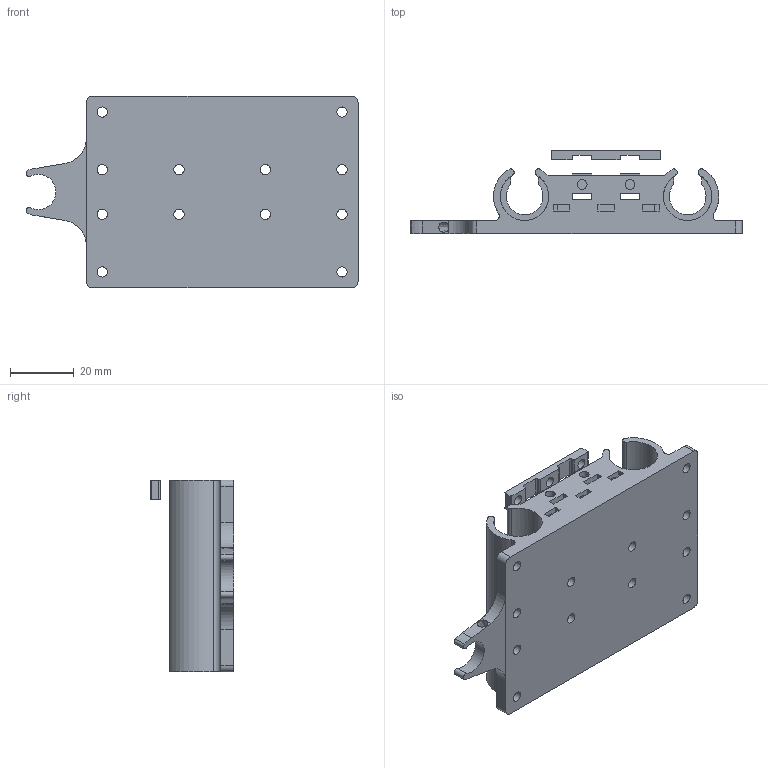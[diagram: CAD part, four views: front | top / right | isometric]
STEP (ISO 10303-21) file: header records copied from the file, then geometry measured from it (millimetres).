
FILE_DESCRIPTION(/* description */ (''),/* implementation_level */ '2;1');
FILE_NAME(/* name */ 'XY_Carriage_rev v10.step',/* time_stamp */ '2020-11-28T14:08:33+01:00',/* author */ (''),/* organization */ (''),/* preprocessor_version */ 'ST-DEVELOPER v18.1',/* originating_system */ 'Autodesk Translation Framework v9.3.0.1241',/* authorisation */ '');
FILE_SCHEMA (('AUTOMOTIVE_DESIGN { 1 0 10303 214 3 1 1 }'));
Length unit declared in the file: millimetre
Products named in the file (1): XY_Carriage_rev
Bounding box: 103.85 x 26 x 60 mm (x, y, z)
Volume: 37948.7 mm3; surface area: 24368 mm2
Topology: 4 solids, 4 shells, 227 faces, 623 edges, 411 vertices
Faces by surface type: plane 122, cylinder 93, torus 10, bspline 2
Full cylindrical faces by diameter (mm): 3.05 x4, 3.1 x6, 3.2 x12
Entity records: 7471 total; most frequent: CARTESIAN_POINT 1369, DIRECTION 1277, ORIENTED_EDGE 1246, EDGE_CURVE 623, AXIS2_PLACEMENT_3D 437, VERTEX_POINT 411, LINE 403, VECTOR 403
